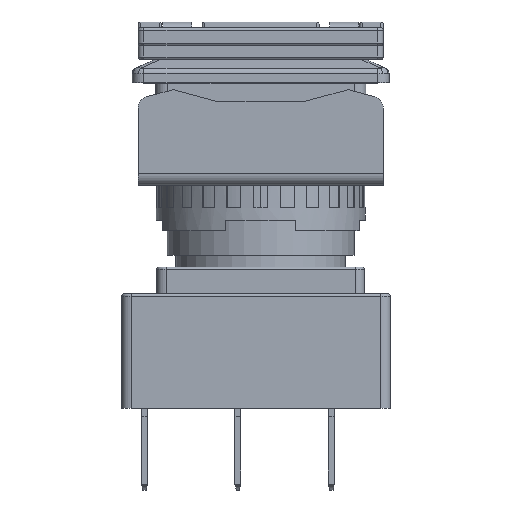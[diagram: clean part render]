
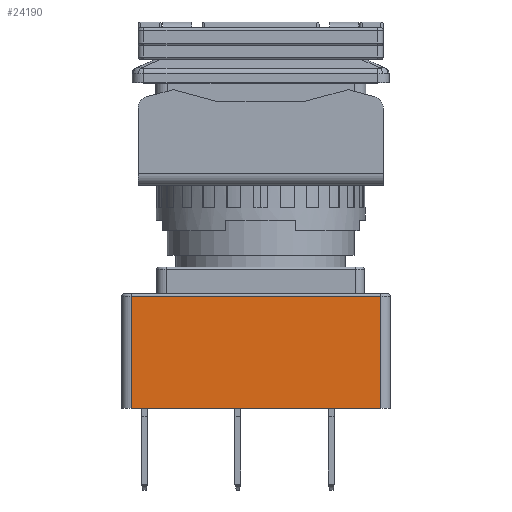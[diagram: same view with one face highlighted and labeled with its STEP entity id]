
A CAD part, front view. The second image highlights one B-rep face of the part: STEP entity #24190.
In plain terms, the highlighted planar face has unit normal (0, -1, 0).
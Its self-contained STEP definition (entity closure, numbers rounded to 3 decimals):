
#970 = ORIENTED_EDGE ( 'NONE', *, *, #18223, .F. ) ;
#1088 = DIRECTION ( 'NONE',  ( 1., 0., 0. ) ) ;
#1560 = ORIENTED_EDGE ( 'NONE', *, *, #5950, .F. ) ;
#2116 = EDGE_CURVE ( 'NONE', #6859, #12377, #19794, .T. ) ;
#2876 = VECTOR ( 'NONE', #13468, 1000. ) ;
#3192 = CARTESIAN_POINT ( 'NONE',  ( -11.1, -11.9, 4.8 ) ) ;
#3275 = EDGE_LOOP ( 'NONE', ( #1560, #4816, #15884, #970 ) ) ;
#3847 = DIRECTION ( 'NONE',  ( 0., 0., 1. ) ) ;
#4355 = LINE ( 'NONE', #11794, #5964 ) ;
#4816 = ORIENTED_EDGE ( 'NONE', *, *, #2116, .F. ) ;
#5950 = EDGE_CURVE ( 'NONE', #12377, #10945, #10417, .T. ) ;
#5964 = VECTOR ( 'NONE', #19143, 1000. ) ;
#6050 = CARTESIAN_POINT ( 'NONE',  ( -0.4, -11.9, 0. ) ) ;
#6859 = VERTEX_POINT ( 'NONE', #17317 ) ;
#9219 = FACE_OUTER_BOUND ( 'NONE', #3275, .T. ) ;
#10417 = LINE ( 'NONE', #17782, #13681 ) ;
#10632 = DIRECTION ( 'NONE',  ( 0., 0., 1. ) ) ;
#10945 = VERTEX_POINT ( 'NONE', #21608 ) ;
#11794 = CARTESIAN_POINT ( 'NONE',  ( 10.3, -11.9, 4.8 ) ) ;
#12377 = VERTEX_POINT ( 'NONE', #24086 ) ;
#13088 = CARTESIAN_POINT ( 'NONE',  ( -11.1, -11.9, 0. ) ) ;
#13468 = DIRECTION ( 'NONE',  ( 1., 0., 0. ) ) ;
#13681 = VECTOR ( 'NONE', #1088, 1000. ) ;
#15884 = ORIENTED_EDGE ( 'NONE', *, *, #20856, .T. ) ;
#16599 = PLANE ( 'NONE',  #16953 ) ;
#16953 = AXIS2_PLACEMENT_3D ( 'NONE', #13088, #20436, #3847 ) ;
#17317 = CARTESIAN_POINT ( 'NONE',  ( -11.1, -11.9, 0. ) ) ;
#17782 = CARTESIAN_POINT ( 'NONE',  ( -0.4, -11.9, 9.6 ) ) ;
#18223 = EDGE_CURVE ( 'NONE', #10945, #20425, #4355, .T. ) ;
#19143 = DIRECTION ( 'NONE',  ( 0., 0., -1. ) ) ;
#19149 = CARTESIAN_POINT ( 'NONE',  ( 10.3, -11.9, 0. ) ) ;
#19794 = LINE ( 'NONE', #3192, #23180 ) ;
#20425 = VERTEX_POINT ( 'NONE', #19149 ) ;
#20436 = DIRECTION ( 'NONE',  ( 0., 1., 0. ) ) ;
#20856 = EDGE_CURVE ( 'NONE', #6859, #20425, #22631, .T. ) ;
#21608 = CARTESIAN_POINT ( 'NONE',  ( 10.3, -11.9, 9.6 ) ) ;
#22631 = LINE ( 'NONE', #6050, #2876 ) ;
#23180 = VECTOR ( 'NONE', #10632, 1000. ) ;
#24086 = CARTESIAN_POINT ( 'NONE',  ( -11.1, -11.9, 9.6 ) ) ;
#24190 = ADVANCED_FACE ( 'NONE', ( #9219 ), #16599, .F. ) ;
